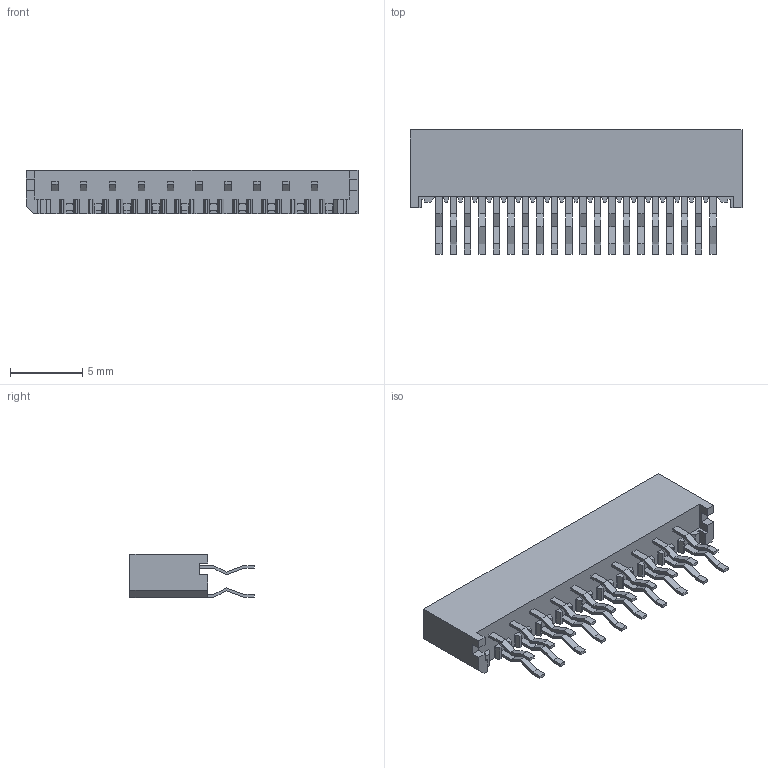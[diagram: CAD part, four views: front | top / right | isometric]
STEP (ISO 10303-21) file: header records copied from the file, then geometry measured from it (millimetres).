
FILE_DESCRIPTION((''),'2;1');
FILE_NAME('528062010','2016-06-21T',('gsharma'),(''),'PRO/ENGINEER BY PARAMETRIC TECHNOLOGY CORPORATION, 2012310','PRO/ENGINEER BY PARAMETRIC TECHNOLOGY CORPORATION, 2012310','');
FILE_SCHEMA(('CONFIG_CONTROL_DESIGN'));
Length unit declared in the file: millimetre
Products named in the file (1): 528062010
Bounding box: 23 x 8.6 x 3 mm (x, y, z)
Volume: 258 mm3; surface area: 1031.5 mm2
Topology: 1 solids, 1 shells, 699 faces, 2006 edges, 1350 vertices
Faces by surface type: plane 618, cylinder 81
Entity records: 22583 total; most frequent: CARTESIAN_POINT 4027, ORIENTED_EDGE 3932, DIRECTION 3608, EDGE_CURVE 1966, VECTOR 1802, LINE 1802, VERTEX_POINT 1310, AXIS2_PLACEMENT_3D 903
